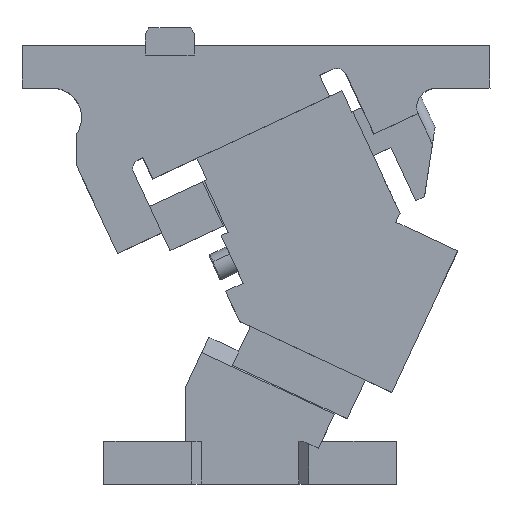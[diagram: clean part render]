
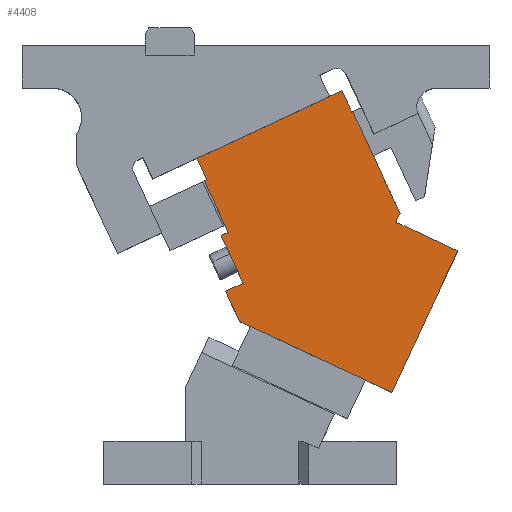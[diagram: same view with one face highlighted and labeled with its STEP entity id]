
A CAD part, top view. The second image highlights one B-rep face of the part: STEP entity #4408.
In plain terms, the highlighted planar face has unit normal (0, 0, 1).
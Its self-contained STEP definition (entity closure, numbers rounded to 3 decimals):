
#2078=CARTESIAN_POINT('Vertex',(-7.057,-74.896,70.)) ;
#2081=CARTESIAN_POINT('Line Origine',(-46.102,-56.689,70.)) ;
#2085=CARTESIAN_POINT('Vertex',(-85.146,-38.482,70.)) ;
#2265=CARTESIAN_POINT('Vertex',(26.753,-2.391,70.)) ;
#2268=CARTESIAN_POINT('Line Origine',(9.848,-38.644,70.)) ;
#2300=CARTESIAN_POINT('Vertex',(-4.968,12.4,70.)) ;
#2303=CARTESIAN_POINT('Line Origine',(10.892,5.004,70.)) ;
#2331=CARTESIAN_POINT('Vertex',(-2.855,16.932,70.)) ;
#2334=CARTESIAN_POINT('Line Origine',(-3.912,14.666,70.)) ;
#2355=CARTESIAN_POINT('Vertex',(-27.156,69.044,70.)) ;
#2360=CARTESIAN_POINT('Line Origine',(-15.005,42.988,70.)) ;
#3128=CARTESIAN_POINT('Vertex',(-101.926,34.178,70.)) ;
#3140=CARTESIAN_POINT('Vertex',(-103.286,33.545,70.)) ;
#3143=CARTESIAN_POINT('Line Origine',(-102.606,33.862,70.)) ;
#3287=CARTESIAN_POINT('Vertex',(-27.609,68.833,70.)) ;
#3290=CARTESIAN_POINT('Line Origine',(-27.382,68.939,70.)) ;
#3581=CARTESIAN_POINT('Line Origine',(-104.462,39.616,70.)) ;
#3585=CARTESIAN_POINT('Vertex',(-106.998,45.054,70.)) ;
#3641=CARTESIAN_POINT('Vertex',(-91.03,7.262,70.)) ;
#3644=CARTESIAN_POINT('Line Origine',(-97.158,20.403,70.)) ;
#3678=CARTESIAN_POINT('Vertex',(-94.655,5.571,70.)) ;
#3681=CARTESIAN_POINT('Line Origine',(-92.842,6.416,70.)) ;
#3709=CARTESIAN_POINT('Vertex',(-83.244,-18.899,70.)) ;
#3712=CARTESIAN_POINT('Line Origine',(-88.949,-6.664,70.)) ;
#3748=CARTESIAN_POINT('Vertex',(-92.307,-23.125,70.)) ;
#3751=CARTESIAN_POINT('Line Origine',(-87.776,-21.012,70.)) ;
#3773=CARTESIAN_POINT('Line Origine',(-88.727,-30.804,70.)) ;
#4351=CARTESIAN_POINT('Vertex',(-32.68,79.709,70.)) ;
#4354=CARTESIAN_POINT('Line Origine',(-30.145,74.271,70.)) ;
#4374=CARTESIAN_POINT('Line Origine',(-69.839,62.382,70.)) ;
#4386=CARTESIAN_POINT('Axis2P3D Location',(-38.778,-60.104,70.)) ;
#2082=DIRECTION('Vector Direction',(-0.906,0.423,0.)) ;
#2269=DIRECTION('Vector Direction',(-0.423,-0.906,0.)) ;
#2304=DIRECTION('Vector Direction',(-0.906,0.423,0.)) ;
#2335=DIRECTION('Vector Direction',(-0.423,-0.906,0.)) ;
#2361=DIRECTION('Vector Direction',(-0.423,0.906,0.)) ;
#3144=DIRECTION('Vector Direction',(-0.906,-0.423,0.)) ;
#3291=DIRECTION('Vector Direction',(-0.906,-0.423,0.)) ;
#3582=DIRECTION('Vector Direction',(0.423,-0.906,0.)) ;
#3645=DIRECTION('Vector Direction',(0.423,-0.906,0.)) ;
#3682=DIRECTION('Vector Direction',(-0.906,-0.423,0.)) ;
#3713=DIRECTION('Vector Direction',(0.423,-0.906,0.)) ;
#3752=DIRECTION('Vector Direction',(-0.906,-0.423,0.)) ;
#3774=DIRECTION('Vector Direction',(0.423,-0.906,0.)) ;
#4355=DIRECTION('Vector Direction',(0.423,-0.906,0.)) ;
#4375=DIRECTION('Vector Direction',(-0.906,-0.423,0.)) ;
#4387=DIRECTION('Axis2P3D Direction',(-0.,0.,1.)) ;
#4388=DIRECTION('Axis2P3D XDirection',(0.985,-0.174,0.)) ;
#4389=AXIS2_PLACEMENT_3D('Plane Axis2P3D',#4386,#4387,#4388) ;
#4392=ORIENTED_EDGE('',*,*,#3777,.T.) ;
#4393=ORIENTED_EDGE('',*,*,#2087,.F.) ;
#4394=ORIENTED_EDGE('',*,*,#2272,.F.) ;
#4395=ORIENTED_EDGE('',*,*,#2307,.T.) ;
#4396=ORIENTED_EDGE('',*,*,#2338,.F.) ;
#4397=ORIENTED_EDGE('',*,*,#2364,.T.) ;
#4398=ORIENTED_EDGE('',*,*,#3294,.T.) ;
#4399=ORIENTED_EDGE('',*,*,#4358,.F.) ;
#4400=ORIENTED_EDGE('',*,*,#4378,.T.) ;
#4401=ORIENTED_EDGE('',*,*,#3587,.T.) ;
#4402=ORIENTED_EDGE('',*,*,#3147,.T.) ;
#4403=ORIENTED_EDGE('',*,*,#3648,.T.) ;
#4404=ORIENTED_EDGE('',*,*,#3685,.T.) ;
#4405=ORIENTED_EDGE('',*,*,#3716,.T.) ;
#4406=ORIENTED_EDGE('',*,*,#3755,.T.) ;
#2083=VECTOR('Line Direction',#2082,1.) ;
#2270=VECTOR('Line Direction',#2269,1.) ;
#2305=VECTOR('Line Direction',#2304,1.) ;
#2336=VECTOR('Line Direction',#2335,1.) ;
#2362=VECTOR('Line Direction',#2361,1.) ;
#3145=VECTOR('Line Direction',#3144,1.) ;
#3292=VECTOR('Line Direction',#3291,1.) ;
#3583=VECTOR('Line Direction',#3582,1.) ;
#3646=VECTOR('Line Direction',#3645,1.) ;
#3683=VECTOR('Line Direction',#3682,1.) ;
#3714=VECTOR('Line Direction',#3713,1.) ;
#3753=VECTOR('Line Direction',#3752,1.) ;
#3775=VECTOR('Line Direction',#3774,1.) ;
#4356=VECTOR('Line Direction',#4355,1.) ;
#4376=VECTOR('Line Direction',#4375,1.) ;
#4408=ADVANCED_FACE('CAM SLIDER',(#4407),#4390,.T.) ;
#2087=EDGE_CURVE('',#2079,#2086,#2084,.T.) ;
#2272=EDGE_CURVE('',#2266,#2079,#2271,.T.) ;
#2307=EDGE_CURVE('',#2266,#2301,#2306,.T.) ;
#2338=EDGE_CURVE('',#2332,#2301,#2337,.T.) ;
#2364=EDGE_CURVE('',#2332,#2356,#2363,.T.) ;
#3147=EDGE_CURVE('',#3129,#3141,#3146,.T.) ;
#3294=EDGE_CURVE('',#2356,#3288,#3293,.T.) ;
#3587=EDGE_CURVE('',#3586,#3129,#3584,.T.) ;
#3648=EDGE_CURVE('',#3141,#3642,#3647,.T.) ;
#3685=EDGE_CURVE('',#3642,#3679,#3684,.T.) ;
#3716=EDGE_CURVE('',#3679,#3710,#3715,.T.) ;
#3755=EDGE_CURVE('',#3710,#3749,#3754,.T.) ;
#3777=EDGE_CURVE('',#3749,#2086,#3776,.T.) ;
#4358=EDGE_CURVE('',#4352,#3288,#4357,.T.) ;
#4378=EDGE_CURVE('',#4352,#3586,#4377,.T.) ;
#4391=EDGE_LOOP('',(#4392,#4393,#4394,#4395,#4396,#4397,#4398,#4399,#4400,#4401,#4402,#4403,#4404,#4405,#4406)) ;
#4407=FACE_OUTER_BOUND('',#4391,.T.) ;
#2084=LINE('Line',#2081,#2083) ;
#2271=LINE('Line',#2268,#2270) ;
#2306=LINE('Line',#2303,#2305) ;
#2337=LINE('Line',#2334,#2336) ;
#2363=LINE('Line',#2360,#2362) ;
#3146=LINE('Line',#3143,#3145) ;
#3293=LINE('Line',#3290,#3292) ;
#3584=LINE('Line',#3581,#3583) ;
#3647=LINE('Line',#3644,#3646) ;
#3684=LINE('Line',#3681,#3683) ;
#3715=LINE('Line',#3712,#3714) ;
#3754=LINE('Line',#3751,#3753) ;
#3776=LINE('Line',#3773,#3775) ;
#4357=LINE('Line',#4354,#4356) ;
#4377=LINE('Line',#4374,#4376) ;
#4390=PLANE('Plane',#4389) ;
#2079=VERTEX_POINT('',#2078) ;
#2086=VERTEX_POINT('',#2085) ;
#2266=VERTEX_POINT('',#2265) ;
#2301=VERTEX_POINT('',#2300) ;
#2332=VERTEX_POINT('',#2331) ;
#2356=VERTEX_POINT('',#2355) ;
#3129=VERTEX_POINT('',#3128) ;
#3141=VERTEX_POINT('',#3140) ;
#3288=VERTEX_POINT('',#3287) ;
#3586=VERTEX_POINT('',#3585) ;
#3642=VERTEX_POINT('',#3641) ;
#3679=VERTEX_POINT('',#3678) ;
#3710=VERTEX_POINT('',#3709) ;
#3749=VERTEX_POINT('',#3748) ;
#4352=VERTEX_POINT('',#4351) ;
